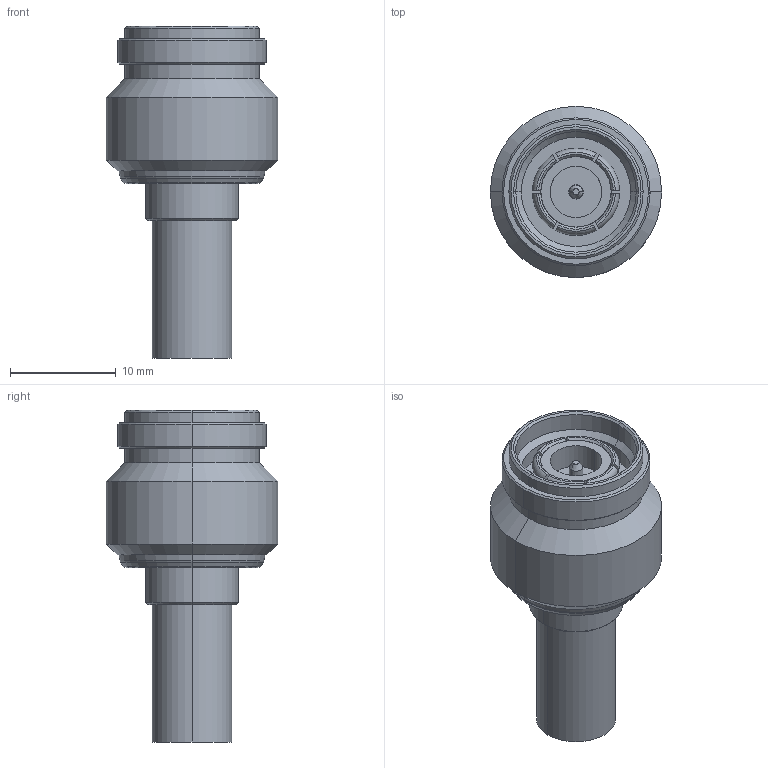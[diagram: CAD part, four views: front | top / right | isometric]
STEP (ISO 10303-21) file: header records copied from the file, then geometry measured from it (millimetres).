
FILE_DESCRIPTION((''),'2;1');
FILE_NAME('CAD-8777','2023-08-15T11:28:45',('creinig-se'),(''),'CREO PARAMETRIC BY PTC INC, 2022284','CREO PARAMETRIC BY PTC INC, 2022284','');
FILE_SCHEMA(('CONFIG_CONTROL_DESIGN','SHAPE_APPEARANCE_LAYERS_GROUPS'));
Length unit declared in the file: millimetre
Products named in the file (1): CAD-8777
Bounding box: 16.2 x 16.2 x 31.4 mm (x, y, z)
Volume: 2771.3 mm3; surface area: 2071.6 mm2
Topology: 1 solids, 1 shells, 118 faces, 274 edges, 176 vertices
Faces by surface type: cylinder 40, cone 38, plane 32, torus 8
Entity records: 4469 total; most frequent: CARTESIAN_POINT 766, DIRECTION 597, ORIENTED_EDGE 548, PRESENTATION_STYLE_ASSIGNMENT 280, STYLED_ITEM 275, CURVE_STYLE 274, EDGE_CURVE 274, AXIS2_PLACEMENT_3D 244
